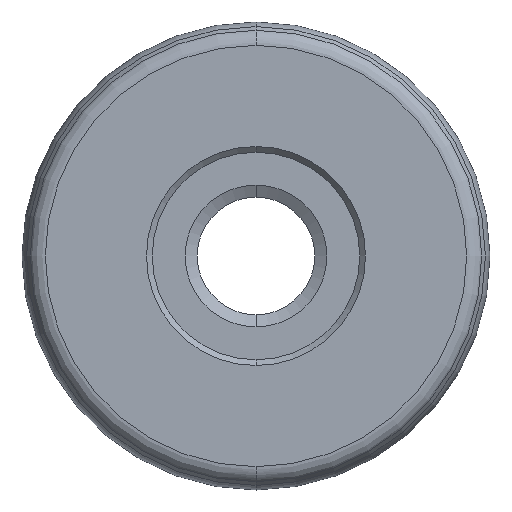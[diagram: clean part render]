
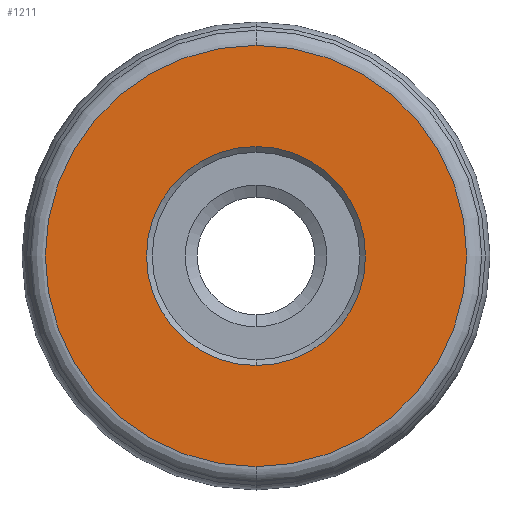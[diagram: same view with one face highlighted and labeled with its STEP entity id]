
A CAD part, front view. The second image highlights one B-rep face of the part: STEP entity #1211.
In plain terms, the highlighted planar face has unit normal (0, -1, 0).
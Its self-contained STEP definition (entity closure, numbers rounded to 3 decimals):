
#16 = EDGE_LOOP ( 'NONE', ( #287, #694 ) ) ;
#26 = AXIS2_PLACEMENT_3D ( 'NONE', #262, #374, #1467 ) ;
#68 = CARTESIAN_POINT ( 'NONE',  ( 0., -21.5, 18.279 ) ) ;
#103 = ORIENTED_EDGE ( 'NONE', *, *, #1241, .T. ) ;
#145 = ORIENTED_EDGE ( 'NONE', *, *, #279, .T. ) ;
#254 = DIRECTION ( 'NONE',  ( 0., 1., 0. ) ) ;
#257 = EDGE_CURVE ( 'NONE', #341, #1543, #389, .T. ) ;
#262 = CARTESIAN_POINT ( 'NONE',  ( 18.279, -21.5, 0. ) ) ;
#279 = EDGE_CURVE ( 'NONE', #514, #1033, #990, .T. ) ;
#287 = ORIENTED_EDGE ( 'NONE', *, *, #257, .F. ) ;
#321 = CARTESIAN_POINT ( 'NONE',  ( 0., -21.5, 0. ) ) ;
#341 = VERTEX_POINT ( 'NONE', #68 ) ;
#347 = DIRECTION ( 'NONE',  ( 0., 1., 0. ) ) ;
#374 = DIRECTION ( 'NONE',  ( 0., 1., 0. ) ) ;
#389 = CIRCLE ( 'NONE', #481, 18.279 ) ;
#391 = PLANE ( 'NONE',  #26 ) ;
#464 = CARTESIAN_POINT ( 'NONE',  ( 0., -21.5, 0. ) ) ;
#481 = AXIS2_PLACEMENT_3D ( 'NONE', #321, #573, #1301 ) ;
#514 = VERTEX_POINT ( 'NONE', #963 ) ;
#561 = AXIS2_PLACEMENT_3D ( 'NONE', #942, #347, #835 ) ;
#573 = DIRECTION ( 'NONE',  ( 0., 1., 0. ) ) ;
#637 = DIRECTION ( 'NONE',  ( 0., 0., 1. ) ) ;
#642 = AXIS2_PLACEMENT_3D ( 'NONE', #464, #1405, #1174 ) ;
#650 = CARTESIAN_POINT ( 'NONE',  ( 0., -21.5, -18.279 ) ) ;
#694 = ORIENTED_EDGE ( 'NONE', *, *, #877, .F. ) ;
#706 = EDGE_LOOP ( 'NONE', ( #103, #145 ) ) ;
#773 = FACE_OUTER_BOUND ( 'NONE', #16, .T. ) ;
#835 = DIRECTION ( 'NONE',  ( 0., 0., 1. ) ) ;
#859 = FACE_BOUND ( 'NONE', #706, .T. ) ;
#877 = EDGE_CURVE ( 'NONE', #1543, #341, #999, .T. ) ;
#927 = CARTESIAN_POINT ( 'NONE',  ( 0., -21.5, -9.5 ) ) ;
#942 = CARTESIAN_POINT ( 'NONE',  ( 0., -21.5, 0. ) ) ;
#963 = CARTESIAN_POINT ( 'NONE',  ( 0., -21.5, 9.5 ) ) ;
#990 = CIRCLE ( 'NONE', #642, 9.5 ) ;
#999 = CIRCLE ( 'NONE', #561, 18.279 ) ;
#1033 = VERTEX_POINT ( 'NONE', #927 ) ;
#1174 = DIRECTION ( 'NONE',  ( 0., 0., 1. ) ) ;
#1211 = ADVANCED_FACE ( 'NONE', ( #773, #859 ), #391, .F. ) ;
#1241 = EDGE_CURVE ( 'NONE', #1033, #514, #1346, .T. ) ;
#1301 = DIRECTION ( 'NONE',  ( 0., 0., 1. ) ) ;
#1346 = CIRCLE ( 'NONE', #1497, 9.5 ) ;
#1405 = DIRECTION ( 'NONE',  ( 0., 1., 0. ) ) ;
#1456 = CARTESIAN_POINT ( 'NONE',  ( 0., -21.5, 0. ) ) ;
#1467 = DIRECTION ( 'NONE',  ( 0., 0., 1. ) ) ;
#1497 = AXIS2_PLACEMENT_3D ( 'NONE', #1456, #254, #637 ) ;
#1543 = VERTEX_POINT ( 'NONE', #650 ) ;
